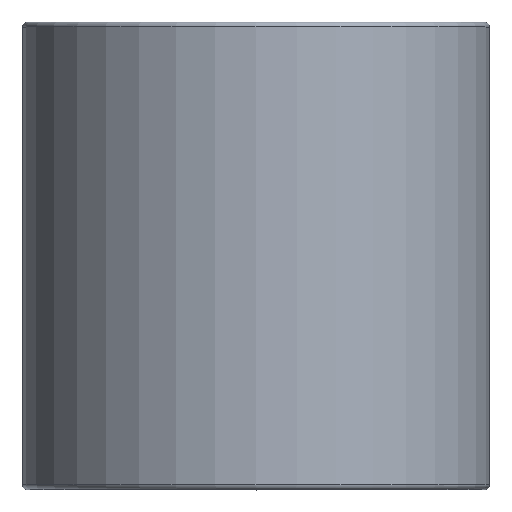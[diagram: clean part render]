
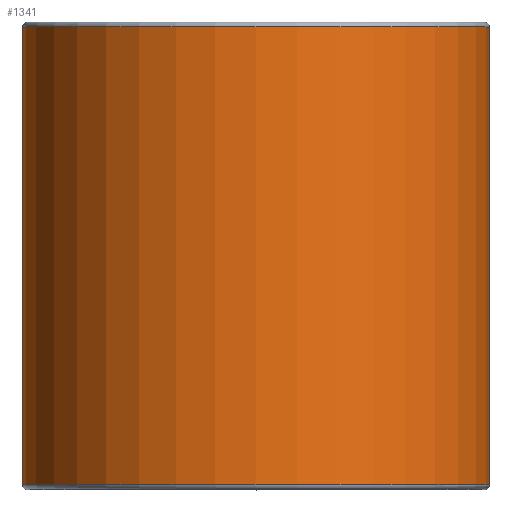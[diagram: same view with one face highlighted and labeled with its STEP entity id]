
A CAD part, top view. The second image highlights one B-rep face of the part: STEP entity #1341.
In plain terms, the highlighted cylindrical face has radius 5 mm (diameter 10 mm), a full revolution.
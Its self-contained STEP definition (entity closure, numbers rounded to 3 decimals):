
#47=LINE('',#2108,#147);
#147=VECTOR('',#1635,5.);
#247=CYLINDRICAL_SURFACE('',#1439,5.);
#292=FACE_OUTER_BOUND('',#366,.T.);
#366=EDGE_LOOP('',(#917,#918,#919,#920,#921,#922));
#445=CIRCLE('',#1437,5.);
#446=CIRCLE('',#1438,5.);
#447=CIRCLE('',#1440,5.);
#448=CIRCLE('',#1441,5.);
#557=VERTEX_POINT('',#2101);
#558=VERTEX_POINT('',#2103);
#559=VERTEX_POINT('',#2107);
#560=VERTEX_POINT('',#2109);
#701=EDGE_CURVE('',#557,#558,#445,.T.);
#702=EDGE_CURVE('',#558,#557,#446,.T.);
#703=EDGE_CURVE('',#558,#559,#47,.T.);
#704=EDGE_CURVE('',#560,#559,#447,.T.);
#705=EDGE_CURVE('',#559,#560,#448,.T.);
#917=ORIENTED_EDGE('',*,*,#701,.F.);
#918=ORIENTED_EDGE('',*,*,#702,.F.);
#919=ORIENTED_EDGE('',*,*,#703,.T.);
#920=ORIENTED_EDGE('',*,*,#704,.F.);
#921=ORIENTED_EDGE('',*,*,#705,.F.);
#922=ORIENTED_EDGE('',*,*,#703,.F.);
#1341=ADVANCED_FACE('',(#292),#247,.T.);
#1437=AXIS2_PLACEMENT_3D('',#2104,#1629,#1630);
#1438=AXIS2_PLACEMENT_3D('',#2105,#1631,#1632);
#1439=AXIS2_PLACEMENT_3D('',#2106,#1633,#1634);
#1440=AXIS2_PLACEMENT_3D('',#2110,#1636,#1637);
#1441=AXIS2_PLACEMENT_3D('',#2111,#1638,#1639);
#1629=DIRECTION('center_axis',(0.,1.,0.));
#1630=DIRECTION('ref_axis',(0.,0.,1.));
#1631=DIRECTION('center_axis',(0.,1.,0.));
#1632=DIRECTION('ref_axis',(0.,0.,1.));
#1633=DIRECTION('center_axis',(0.,1.,0.));
#1634=DIRECTION('ref_axis',(0.,0.,-1.));
#1635=DIRECTION('',(0.,-1.,0.));
#1636=DIRECTION('center_axis',(0.,-1.,0.));
#1637=DIRECTION('ref_axis',(-1.,0.,0.));
#1638=DIRECTION('center_axis',(0.,-1.,0.));
#1639=DIRECTION('ref_axis',(-1.,0.,0.));
#2101=CARTESIAN_POINT('',(0.,4.9,-5.));
#2103=CARTESIAN_POINT('',(0.,4.9,5.));
#2104=CARTESIAN_POINT('Origin',(0.,4.9,0.));
#2105=CARTESIAN_POINT('Origin',(0.,4.9,0.));
#2106=CARTESIAN_POINT('Origin',(0.,0.,0.));
#2107=CARTESIAN_POINT('',(0.,-4.9,5.));
#2108=CARTESIAN_POINT('',(0.,0.,5.));
#2109=CARTESIAN_POINT('',(5.,-4.9,0.));
#2110=CARTESIAN_POINT('Origin',(0.,-4.9,0.));
#2111=CARTESIAN_POINT('Origin',(0.,-4.9,0.));
